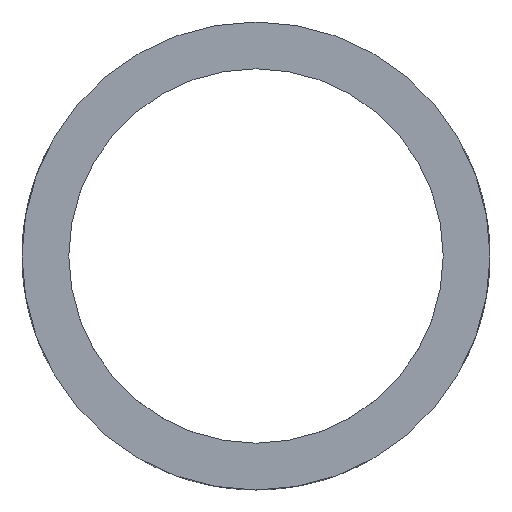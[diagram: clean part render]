
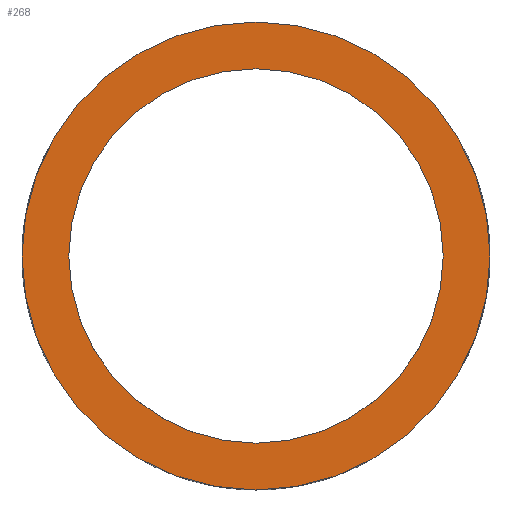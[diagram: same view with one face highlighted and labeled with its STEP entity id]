
A CAD part, front view. The second image highlights one B-rep face of the part: STEP entity #268.
In plain terms, the highlighted planar face has unit normal (0, -1, 0).
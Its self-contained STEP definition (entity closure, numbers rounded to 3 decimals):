
#41 = EDGE_CURVE ( 'NONE', #881, #129, #1069, .T. ) ;
#56 = EDGE_CURVE ( 'NONE', #1181, #854, #967, .T. ) ;
#83 = ORIENTED_EDGE ( 'NONE', *, *, #41, .T. ) ;
#84 = AXIS2_PLACEMENT_3D ( 'NONE', #927, #193, #1132 ) ;
#85 = DIRECTION ( 'NONE',  ( 0., 0., -1. ) ) ;
#116 = AXIS2_PLACEMENT_3D ( 'NONE', #447, #266, #459 ) ;
#129 = VERTEX_POINT ( 'NONE', #255 ) ;
#151 = DIRECTION ( 'NONE',  ( 0., 0., -1. ) ) ;
#158 = DIRECTION ( 'NONE',  ( 0., -1., 0. ) ) ;
#166 = DIRECTION ( 'NONE',  ( 0., -1., 0. ) ) ;
#177 = EDGE_LOOP ( 'NONE', ( #660, #580 ) ) ;
#193 = DIRECTION ( 'NONE',  ( 0., 1., 0. ) ) ;
#204 = FACE_OUTER_BOUND ( 'NONE', #792, .T. ) ;
#250 = CIRCLE ( 'NONE', #116, 4. ) ;
#255 = CARTESIAN_POINT ( 'NONE',  ( 0., 0., 5. ) ) ;
#266 = DIRECTION ( 'NONE',  ( 0., -1., 0. ) ) ;
#268 = ADVANCED_FACE ( 'NONE', ( #944, #204 ), #1126, .F. ) ;
#291 = AXIS2_PLACEMENT_3D ( 'NONE', #712, #166, #85 ) ;
#326 = DIRECTION ( 'NONE',  ( 0., 0., -1. ) ) ;
#336 = CARTESIAN_POINT ( 'NONE',  ( 0., 0., 0. ) ) ;
#447 = CARTESIAN_POINT ( 'NONE',  ( 0., 0., 0. ) ) ;
#457 = CARTESIAN_POINT ( 'NONE',  ( 0., 0., 4. ) ) ;
#459 = DIRECTION ( 'NONE',  ( 0., 0., -1. ) ) ;
#499 = ORIENTED_EDGE ( 'NONE', *, *, #737, .T. ) ;
#580 = ORIENTED_EDGE ( 'NONE', *, *, #56, .F. ) ;
#614 = AXIS2_PLACEMENT_3D ( 'NONE', #336, #158, #326 ) ;
#660 = ORIENTED_EDGE ( 'NONE', *, *, #743, .F. ) ;
#677 = CARTESIAN_POINT ( 'NONE',  ( 0., 0., 0. ) ) ;
#706 = AXIS2_PLACEMENT_3D ( 'NONE', #677, #968, #151 ) ;
#712 = CARTESIAN_POINT ( 'NONE',  ( 0., 0., 0. ) ) ;
#737 = EDGE_CURVE ( 'NONE', #129, #881, #973, .T. ) ;
#743 = EDGE_CURVE ( 'NONE', #854, #1181, #250, .T. ) ;
#792 = EDGE_LOOP ( 'NONE', ( #83, #499 ) ) ;
#854 = VERTEX_POINT ( 'NONE', #1066 ) ;
#881 = VERTEX_POINT ( 'NONE', #1061 ) ;
#927 = CARTESIAN_POINT ( 'NONE',  ( -4., 0., 0. ) ) ;
#944 = FACE_BOUND ( 'NONE', #177, .T. ) ;
#967 = CIRCLE ( 'NONE', #614, 4. ) ;
#968 = DIRECTION ( 'NONE',  ( 0., -1., 0. ) ) ;
#973 = CIRCLE ( 'NONE', #291, 5. ) ;
#1061 = CARTESIAN_POINT ( 'NONE',  ( 0., 0., -5. ) ) ;
#1066 = CARTESIAN_POINT ( 'NONE',  ( 0., 0., -4. ) ) ;
#1069 = CIRCLE ( 'NONE', #706, 5. ) ;
#1126 = PLANE ( 'NONE',  #84 ) ;
#1132 = DIRECTION ( 'NONE',  ( 0., 0., 1. ) ) ;
#1181 = VERTEX_POINT ( 'NONE', #457 ) ;
